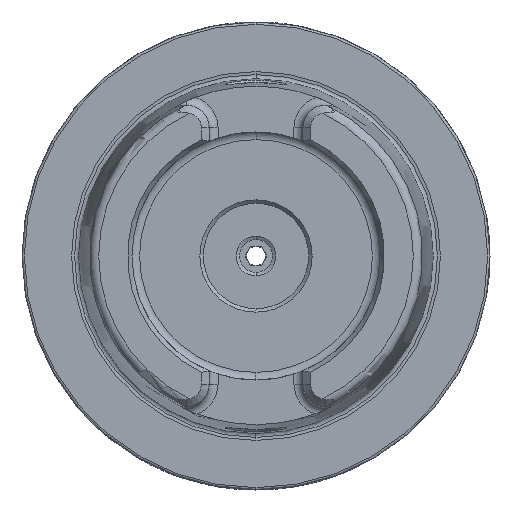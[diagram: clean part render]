
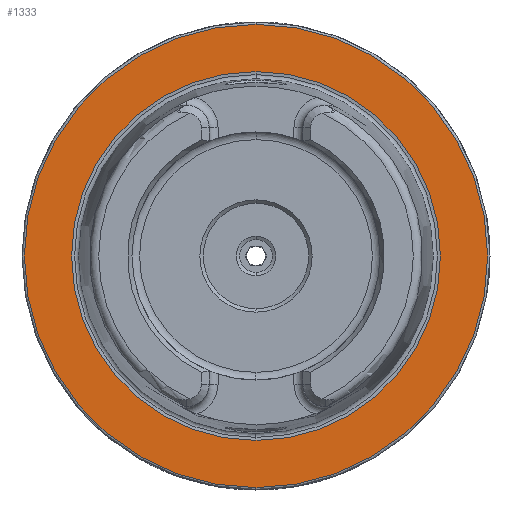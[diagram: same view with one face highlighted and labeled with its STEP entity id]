
A CAD part, left-side view. The second image highlights one B-rep face of the part: STEP entity #1333.
In plain terms, the highlighted planar face has unit normal (-1, 0, 0).
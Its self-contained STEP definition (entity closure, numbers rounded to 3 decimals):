
#617 = VERTEX_POINT ( 'NONE', #8098 ) ;
#834 = DIRECTION ( 'NONE',  ( 0., 0., 1. ) ) ;
#847 = DIRECTION ( 'NONE',  ( -1., 0., 0. ) ) ;
#864 = CARTESIAN_POINT ( 'NONE',  ( 0., 0., 0. ) ) ;
#1333 = ADVANCED_FACE ( 'NONE', ( #10224, #10250 ), #5638, .F. ) ;
#1615 = DIRECTION ( 'NONE',  ( 0., 0., 1. ) ) ;
#1620 = DIRECTION ( 'NONE',  ( -1., 0., 0. ) ) ;
#1621 = CARTESIAN_POINT ( 'NONE',  ( 0., 0., 0. ) ) ;
#1793 = CARTESIAN_POINT ( 'NONE',  ( 0., 0., 49.5 ) ) ;
#2067 = CARTESIAN_POINT ( 'NONE',  ( 0., 49.5, 0. ) ) ;
#2129 = CIRCLE ( 'NONE', #8425, 39.405 ) ;
#2247 = CIRCLE ( 'NONE', #8543, 49.5 ) ;
#2306 = VERTEX_POINT ( 'NONE', #7619 ) ;
#2465 = VERTEX_POINT ( 'NONE', #6926 ) ;
#2941 = EDGE_LOOP ( 'NONE', ( #6731, #9829 ) ) ;
#2950 = EDGE_LOOP ( 'NONE', ( #8538, #6769 ) ) ;
#3367 = EDGE_CURVE ( 'NONE', #2306, #2465, #4167, .T. ) ;
#3517 = EDGE_CURVE ( 'NONE', #7743, #617, #3820, .T. ) ;
#3820 = CIRCLE ( 'NONE', #9764, 49.5 ) ;
#3985 = EDGE_CURVE ( 'NONE', #617, #7743, #2247, .T. ) ;
#4030 = EDGE_CURVE ( 'NONE', #2465, #2306, #2129, .T. ) ;
#4167 = CIRCLE ( 'NONE', #10066, 39.405 ) ;
#5594 = DIRECTION ( 'NONE',  ( 0., 0., -1. ) ) ;
#5638 = PLANE ( 'NONE',  #9106 ) ;
#6731 = ORIENTED_EDGE ( 'NONE', *, *, #4030, .F. ) ;
#6769 = ORIENTED_EDGE ( 'NONE', *, *, #3985, .T. ) ;
#6926 = CARTESIAN_POINT ( 'NONE',  ( 0., 0., 39.405 ) ) ;
#7619 = CARTESIAN_POINT ( 'NONE',  ( 0., 0., -39.405 ) ) ;
#7743 = VERTEX_POINT ( 'NONE', #1793 ) ;
#8098 = CARTESIAN_POINT ( 'NONE',  ( 0., 0., -49.5 ) ) ;
#8425 = AXIS2_PLACEMENT_3D ( 'NONE', #9895, #9885, #9882 ) ;
#8538 = ORIENTED_EDGE ( 'NONE', *, *, #3517, .T. ) ;
#8543 = AXIS2_PLACEMENT_3D ( 'NONE', #10028, #10025, #10016 ) ;
#9106 = AXIS2_PLACEMENT_3D ( 'NONE', #2067, #10514, #5594 ) ;
#9764 = AXIS2_PLACEMENT_3D ( 'NONE', #864, #847, #834 ) ;
#9829 = ORIENTED_EDGE ( 'NONE', *, *, #3367, .F. ) ;
#9882 = DIRECTION ( 'NONE',  ( 0., 0., 1. ) ) ;
#9885 = DIRECTION ( 'NONE',  ( -1., 0., 0. ) ) ;
#9895 = CARTESIAN_POINT ( 'NONE',  ( 0., 0., 0. ) ) ;
#10016 = DIRECTION ( 'NONE',  ( 0., 0., 1. ) ) ;
#10025 = DIRECTION ( 'NONE',  ( -1., 0., 0. ) ) ;
#10028 = CARTESIAN_POINT ( 'NONE',  ( 0., 0., 0. ) ) ;
#10066 = AXIS2_PLACEMENT_3D ( 'NONE', #1621, #1620, #1615 ) ;
#10224 = FACE_BOUND ( 'NONE', #2941, .T. ) ;
#10250 = FACE_OUTER_BOUND ( 'NONE', #2950, .T. ) ;
#10514 = DIRECTION ( 'NONE',  ( 1., 0., 0. ) ) ;
